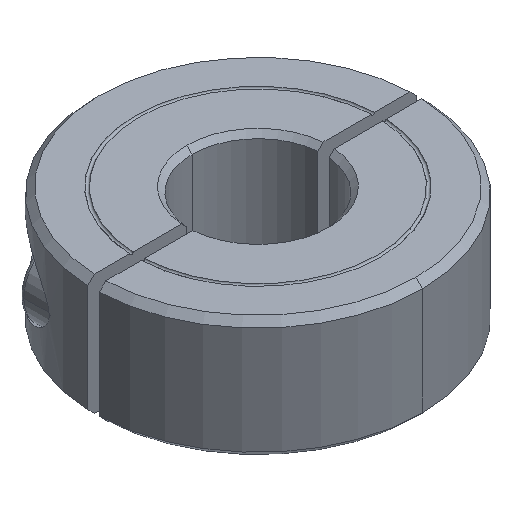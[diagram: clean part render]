
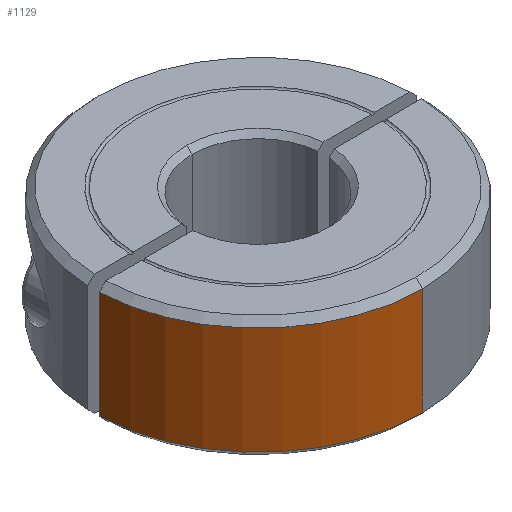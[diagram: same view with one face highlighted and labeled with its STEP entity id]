
A CAD part, isometric view. The second image highlights one B-rep face of the part: STEP entity #1129.
In plain terms, the highlighted cylindrical face has radius 15 mm (diameter 30 mm), a partial arc.
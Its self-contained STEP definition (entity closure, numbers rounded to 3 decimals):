
#609=VERTEX_POINT('',#1731);
#731=EDGE_CURVE('',#609,#1213,#1870,.T.);
#871=VERTEX_POINT('',#2025);
#1129=ADVANCED_FACE('',(#2313),#2314,.T.);
#1213=VERTEX_POINT('',#2404);
#1263=EDGE_CURVE('',#1213,#871,#2457,.T.);
#1283=VERTEX_POINT('',#2478);
#1311=EDGE_CURVE('',#871,#1283,#2510,.T.);
#1439=EDGE_CURVE('',#609,#1283,#2657,.T.);
#1731=CARTESIAN_POINT('',(-14.991,-0.525,10.4));
#1870=LINE('',#3178,#3179);
#2025=CARTESIAN_POINT('',(0.,-15.0,0.6));
#2313=FACE_OUTER_BOUND('',#3975,.T.);
#2314=CYLINDRICAL_SURFACE('',#3976,15.0);
#2404=CARTESIAN_POINT('',(-14.991,-0.525,0.6));
#2457=CIRCLE('',#4207,15.0);
#2478=CARTESIAN_POINT('',(0.,-15.0,10.4));
#2510=LINE('',#4279,#4280);
#2657=CIRCLE('',#4527,15.0);
#3178=CARTESIAN_POINT('',(-14.991,-0.525,5.5));
#3179=VECTOR('',#5233,1.0);
#3975=EDGE_LOOP('',(#5757,#5758,#5759,#5760));
#3976=AXIS2_PLACEMENT_3D('',#5761,#5762,#5763);
#4207=AXIS2_PLACEMENT_3D('',#5885,#5886,#5887);
#4279=CARTESIAN_POINT('',(0.,-15.0,5.5));
#4280=VECTOR('',#5933,1.0);
#4527=AXIS2_PLACEMENT_3D('',#6147,#6148,#6149);
#5233=DIRECTION('',(0.,0.,-1.0));
#5757=ORIENTED_EDGE('',*,*,#1311,.T.);
#5758=ORIENTED_EDGE('',*,*,#1439,.F.);
#5759=ORIENTED_EDGE('',*,*,#731,.T.);
#5760=ORIENTED_EDGE('',*,*,#1263,.T.);
#5761=CARTESIAN_POINT('',(0.,0.,5.5));
#5762=DIRECTION('',(0.,0.,-1.0));
#5763=DIRECTION('',(0.0,-1.0,0.));
#5885=CARTESIAN_POINT('',(0.,0.,0.6));
#5886=DIRECTION('',(0.,0.,1.0));
#5887=DIRECTION('',(0.0,-1.0,0.));
#5933=DIRECTION('',(0.,0.,1.0));
#6147=CARTESIAN_POINT('',(0.,0.,10.4));
#6148=DIRECTION('',(0.,0.,1.0));
#6149=DIRECTION('',(0.0,-1.0,0.));
